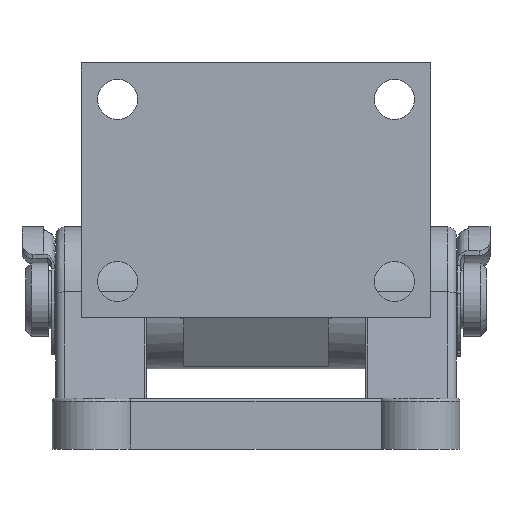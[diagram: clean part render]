
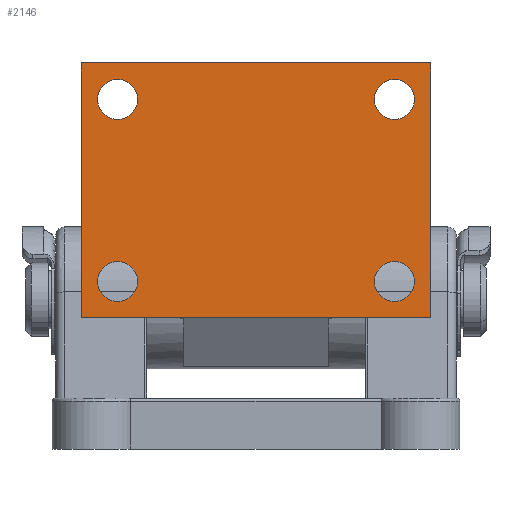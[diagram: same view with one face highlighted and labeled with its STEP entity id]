
A CAD part, front view. The second image highlights one B-rep face of the part: STEP entity #2146.
In plain terms, the highlighted face is planar.
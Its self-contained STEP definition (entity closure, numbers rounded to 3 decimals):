
#15 = CARTESIAN_POINT ( 'NONE',  ( 0., 0., 0. ) ) ;
#97 = VERTEX_POINT ( 'NONE', #424 ) ;
#100 = VERTEX_POINT ( 'NONE', #366 ) ;
#141 = VERTEX_POINT ( 'NONE', #405 ) ;
#186 = VERTEX_POINT ( 'NONE', #319 ) ;
#190 = VERTEX_POINT ( 'NONE', #318 ) ;
#215 = VERTEX_POINT ( 'NONE', #452 ) ;
#218 = VERTEX_POINT ( 'NONE', #455 ) ;
#224 = VERTEX_POINT ( 'NONE', #460 ) ;
#236 = VERTEX_POINT ( 'NONE', #472 ) ;
#240 = VERTEX_POINT ( 'NONE', #475 ) ;
#266 = VERTEX_POINT ( 'NONE', #15 ) ;
#277 = VERTEX_POINT ( 'NONE', #329 ) ;
#318 = CARTESIAN_POINT ( 'NONE',  ( 65.5, 10., 0. ) ) ;
#319 = CARTESIAN_POINT ( 'NONE',  ( 15.5, 10., 0. ) ) ;
#329 = CARTESIAN_POINT ( 'NONE',  ( 54.5, 10., 0. ) ) ;
#366 = CARTESIAN_POINT ( 'NONE',  ( 70., 0., 0. ) ) ;
#405 = CARTESIAN_POINT ( 'NONE',  ( 65.5, 86., 0. ) ) ;
#424 = CARTESIAN_POINT ( 'NONE',  ( 15.5, 86., 0. ) ) ;
#452 = CARTESIAN_POINT ( 'NONE',  ( 70., 96., 0. ) ) ;
#455 = CARTESIAN_POINT ( 'NONE',  ( 54.5, 86., 0. ) ) ;
#460 = CARTESIAN_POINT ( 'NONE',  ( 0., 96., 0. ) ) ;
#472 = CARTESIAN_POINT ( 'NONE',  ( 4.5, 86., 0. ) ) ;
#475 = CARTESIAN_POINT ( 'NONE',  ( 4.5, 10., 0. ) ) ;
#849 = EDGE_LOOP ( 'NONE', ( #3901, #3902, #3903, #3904 ) ) ;
#899 = FACE_BOUND ( 'NONE', #4751, .T. ) ;
#900 = FACE_OUTER_BOUND ( 'NONE', #849, .T. ) ;
#902 = FACE_BOUND ( 'NONE', #4817, .T. ) ;
#907 = FACE_BOUND ( 'NONE', #4854, .T. ) ;
#908 = FACE_BOUND ( 'NONE', #5130, .T. ) ;
#957 = DIRECTION ( 'NONE',  ( 0., 1., 0. ) ) ;
#969 = CARTESIAN_POINT ( 'NONE',  ( 70., 0., 0. ) ) ;
#983 = CARTESIAN_POINT ( 'NONE',  ( 0., 0., 0. ) ) ;
#1026 = DIRECTION ( 'NONE',  ( 0., -1., 0. ) ) ;
#1036 = DIRECTION ( 'NONE',  ( 1., 0., 0. ) ) ;
#1042 = DIRECTION ( 'NONE',  ( 1., 0., 0. ) ) ;
#1043 = CARTESIAN_POINT ( 'NONE',  ( 10., 10., 0. ) ) ;
#1256 = DIRECTION ( 'NONE',  ( -1., 0., 0. ) ) ;
#1257 = DIRECTION ( 'NONE',  ( 1., 0., 0. ) ) ;
#1258 = DIRECTION ( 'NONE',  ( 0., 0., 1. ) ) ;
#1275 = CARTESIAN_POINT ( 'NONE',  ( 60., 86., 0. ) ) ;
#1280 = CARTESIAN_POINT ( 'NONE',  ( 0., 96., 0. ) ) ;
#1293 = CARTESIAN_POINT ( 'NONE',  ( 0., 0., 0. ) ) ;
#1329 = DIRECTION ( 'NONE',  ( 0., 0., 1. ) ) ;
#1530 = CIRCLE ( 'NONE', #4372, 5.5 ) ;
#1802 = LINE ( 'NONE', #983, #1807 ) ;
#1804 = CIRCLE ( 'NONE', #4466, 5.5 ) ;
#1805 = LINE ( 'NONE', #1293, #1806 ) ;
#1806 = VECTOR ( 'NONE', #1026, 1000. ) ;
#1807 = VECTOR ( 'NONE', #1036, 1000. ) ;
#1835 = LINE ( 'NONE', #969, #1836 ) ;
#1836 = VECTOR ( 'NONE', #957, 1000. ) ;
#1844 = VECTOR ( 'NONE', #1256, 1000. ) ;
#1851 = LINE ( 'NONE', #1280, #1844 ) ;
#1852 = CIRCLE ( 'NONE', #4474, 5.5 ) ;
#1942 = CIRCLE ( 'NONE', #4508, 5.5 ) ;
#1945 = CIRCLE ( 'NONE', #4504, 5.5 ) ;
#1969 = CIRCLE ( 'NONE', #4512, 5.5 ) ;
#1999 = CIRCLE ( 'NONE', #4526, 5.5 ) ;
#2020 = CIRCLE ( 'NONE', #4528, 5.5 ) ;
#2146 = ADVANCED_FACE ( 'NONE', ( #899, #907, #900, #902, #908 ), #2991, .T. ) ;
#2333 = CARTESIAN_POINT ( 'NONE',  ( 60., 10., 0. ) ) ;
#2334 = DIRECTION ( 'NONE',  ( 0., 0., 1. ) ) ;
#2335 = DIRECTION ( 'NONE',  ( 1., 0., 0. ) ) ;
#2340 = CARTESIAN_POINT ( 'NONE',  ( 10., 86., 0. ) ) ;
#2341 = DIRECTION ( 'NONE',  ( 0., 0., 1. ) ) ;
#2342 = DIRECTION ( 'NONE',  ( 1., 0., 0. ) ) ;
#2356 = CARTESIAN_POINT ( 'NONE',  ( 10., 10., 0. ) ) ;
#2376 = DIRECTION ( 'NONE',  ( 0., 0., 1. ) ) ;
#2377 = DIRECTION ( 'NONE',  ( 1., 0., 0. ) ) ;
#2423 = CARTESIAN_POINT ( 'NONE',  ( 10., 86., 0. ) ) ;
#2425 = DIRECTION ( 'NONE',  ( 0., 0., 1. ) ) ;
#2426 = DIRECTION ( 'NONE',  ( 1., 0., 0. ) ) ;
#2441 = CARTESIAN_POINT ( 'NONE',  ( 60., 86., 0. ) ) ;
#2453 = DIRECTION ( 'NONE',  ( 0., 0., 1. ) ) ;
#2454 = DIRECTION ( 'NONE',  ( 1., 0., 0. ) ) ;
#2821 = CARTESIAN_POINT ( 'NONE',  ( 60., 10., 0. ) ) ;
#2822 = DIRECTION ( 'NONE',  ( 0., 0., 1. ) ) ;
#2823 = DIRECTION ( 'NONE',  ( 1., 0., 0. ) ) ;
#2991 = PLANE ( 'NONE',  #4264 ) ;
#3016 = DIRECTION ( 'NONE',  ( 0., 0., -1. ) ) ;
#3024 = DIRECTION ( 'NONE',  ( -1., 0., 0. ) ) ;
#3027 = CARTESIAN_POINT ( 'NONE',  ( 0., 96., 0. ) ) ;
#3321 = EDGE_CURVE ( 'NONE', #277, #190, #1530, .T. ) ;
#3897 = ORIENTED_EDGE ( 'NONE', *, *, #4814, .T. ) ;
#3898 = ORIENTED_EDGE ( 'NONE', *, *, #5021, .T. ) ;
#3899 = ORIENTED_EDGE ( 'NONE', *, *, #4975, .T. ) ;
#3900 = ORIENTED_EDGE ( 'NONE', *, *, #5009, .T. ) ;
#3901 = ORIENTED_EDGE ( 'NONE', *, *, #4784, .F. ) ;
#3902 = ORIENTED_EDGE ( 'NONE', *, *, #4815, .F. ) ;
#3903 = ORIENTED_EDGE ( 'NONE', *, *, #4804, .F. ) ;
#3904 = ORIENTED_EDGE ( 'NONE', *, *, #4785, .F. ) ;
#3905 = ORIENTED_EDGE ( 'NONE', *, *, #4780, .T. ) ;
#3906 = ORIENTED_EDGE ( 'NONE', *, *, #4990, .T. ) ;
#3907 = ORIENTED_EDGE ( 'NONE', *, *, #4972, .T. ) ;
#3908 = ORIENTED_EDGE ( 'NONE', *, *, #3321, .T. ) ;
#4264 = AXIS2_PLACEMENT_3D ( 'NONE', #3027, #3016, #3024 ) ;
#4372 = AXIS2_PLACEMENT_3D ( 'NONE', #2821, #2822, #2823 ) ;
#4466 = AXIS2_PLACEMENT_3D ( 'NONE', #1043, #1329, #1042 ) ;
#4474 = AXIS2_PLACEMENT_3D ( 'NONE', #1275, #1258, #1257 ) ;
#4504 = AXIS2_PLACEMENT_3D ( 'NONE', #2340, #2341, #2342 ) ;
#4508 = AXIS2_PLACEMENT_3D ( 'NONE', #2333, #2334, #2335 ) ;
#4512 = AXIS2_PLACEMENT_3D ( 'NONE', #2356, #2376, #2377 ) ;
#4526 = AXIS2_PLACEMENT_3D ( 'NONE', #2423, #2425, #2426 ) ;
#4528 = AXIS2_PLACEMENT_3D ( 'NONE', #2441, #2453, #2454 ) ;
#4751 = EDGE_LOOP ( 'NONE', ( #3897, #3898 ) ) ;
#4780 = EDGE_CURVE ( 'NONE', #186, #240, #1804, .T. ) ;
#4784 = EDGE_CURVE ( 'NONE', #224, #266, #1805, .T. ) ;
#4785 = EDGE_CURVE ( 'NONE', #266, #100, #1802, .T. ) ;
#4804 = EDGE_CURVE ( 'NONE', #100, #215, #1835, .T. ) ;
#4814 = EDGE_CURVE ( 'NONE', #141, #218, #1852, .T. ) ;
#4815 = EDGE_CURVE ( 'NONE', #215, #224, #1851, .T. ) ;
#4817 = EDGE_LOOP ( 'NONE', ( #3905, #3906 ) ) ;
#4854 = EDGE_LOOP ( 'NONE', ( #3899, #3900 ) ) ;
#4972 = EDGE_CURVE ( 'NONE', #190, #277, #1942, .T. ) ;
#4975 = EDGE_CURVE ( 'NONE', #97, #236, #1945, .T. ) ;
#4990 = EDGE_CURVE ( 'NONE', #240, #186, #1969, .T. ) ;
#5009 = EDGE_CURVE ( 'NONE', #236, #97, #1999, .T. ) ;
#5021 = EDGE_CURVE ( 'NONE', #218, #141, #2020, .T. ) ;
#5130 = EDGE_LOOP ( 'NONE', ( #3907, #3908 ) ) ;
